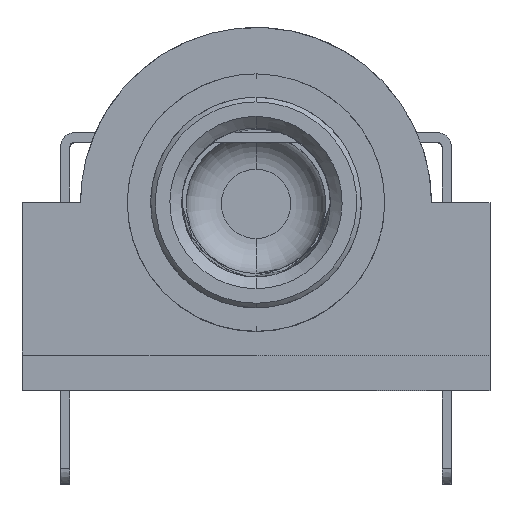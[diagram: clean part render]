
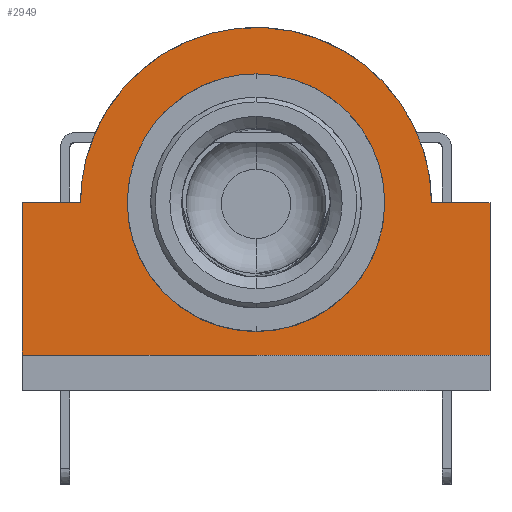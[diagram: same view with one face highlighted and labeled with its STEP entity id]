
A CAD part, top view. The second image highlights one B-rep face of the part: STEP entity #2949.
In plain terms, the highlighted planar face has unit normal (0, 0, 1).
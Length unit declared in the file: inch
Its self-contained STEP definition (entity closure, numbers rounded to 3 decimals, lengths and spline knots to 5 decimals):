
#670=CARTESIAN_POINT('',(-0.35827,0.08864,0.41147));
#671=VERTEX_POINT('',#670);
#678=CARTESIAN_POINT('',(-0.25984,0.08864,0.41147));
#679=VERTEX_POINT('',#678);
#680=CARTESIAN_POINT('',(-0.25984,0.08864,0.41147));
#681=DIRECTION('',(-1.,-0.,0.));
#682=VECTOR('',#681,0.09843);
#683=LINE('',#680,#682);
#684=EDGE_CURVE('',#679,#671,#683,.T.);
#1545=CARTESIAN_POINT('',(-1.04724,0.08864,0.41147));
#1546=VERTEX_POINT('',#1545);
#1553=CARTESIAN_POINT('',(-0.94882,0.08864,0.41147));
#1554=VERTEX_POINT('',#1553);
#1555=CARTESIAN_POINT('',(-0.94882,0.08864,0.41147));
#1556=DIRECTION('',(-1.,0.,0.));
#1557=VECTOR('',#1556,0.09843);
#1558=LINE('',#1555,#1557);
#1559=EDGE_CURVE('',#1554,#1546,#1558,.T.);
#2836=CARTESIAN_POINT('',(-0.35827,0.08864,0.41147));
#2837=CARTESIAN_POINT('',(-0.35827,0.09938,0.41147));
#2838=CARTESIAN_POINT('',(-0.35978,0.12704,0.41147));
#2839=CARTESIAN_POINT('',(-0.36845,0.17095,0.41147));
#2840=CARTESIAN_POINT('',(-0.38674,0.21852,0.41147));
#2841=CARTESIAN_POINT('',(-0.4129,0.26226,0.41147));
#2842=CARTESIAN_POINT('',(-0.44616,0.30087,0.41147));
#2843=CARTESIAN_POINT('',(-0.48554,0.33323,0.41147));
#2844=CARTESIAN_POINT('',(-0.52987,0.35837,0.41147));
#2845=CARTESIAN_POINT('',(-0.57785,0.37555,0.41147));
#2846=CARTESIAN_POINT('',(-0.62806,0.38427,0.41147));
#2847=CARTESIAN_POINT('',(-0.67902,0.38427,0.41147));
#2848=CARTESIAN_POINT('',(-0.72924,0.37555,0.41147));
#2849=CARTESIAN_POINT('',(-0.77722,0.35837,0.41147));
#2850=CARTESIAN_POINT('',(-0.82155,0.33323,0.41147));
#2851=CARTESIAN_POINT('',(-0.86092,0.30087,0.41147));
#2852=CARTESIAN_POINT('',(-0.89418,0.26226,0.41147));
#2853=CARTESIAN_POINT('',(-0.92034,0.21852,0.41147));
#2854=CARTESIAN_POINT('',(-0.93863,0.17095,0.41147));
#2855=CARTESIAN_POINT('',(-0.94731,0.12704,0.41147));
#2856=CARTESIAN_POINT('',(-0.94882,0.09938,0.41147));
#2857=CARTESIAN_POINT('',(-0.94882,0.08864,0.41147));
#2858=B_SPLINE_CURVE_WITH_KNOTS('',3,(#2836,#2837,#2838,#2839,#2840,#2841,#2842,#2843,#2844,#2845,#2846,#2847,#2848,#2849,#2850,#2851,#2852,#2853,#2854,#2855,#2856,#2857),.UNSPECIFIED.,.F.,.F.,(4,1,1,1,1,1,1,1,1,1,1,1,1,1,1,1,1,1,1,4),(0.,0.00082,0.00211,0.00339,0.00468,0.00597,0.00726,0.00855,0.00983,0.01112,0.01241,0.0137,0.01499,0.01628,0.01756,0.01885,0.02014,0.02143,0.02272,0.02353),.UNSPECIFIED.);
#2859=EDGE_CURVE('',#671,#1554,#2858,.T.);
#2865=CARTESIAN_POINT('',(-0.24409,-0.1783,0.41147));
#2866=DIRECTION('',(-0.,0.,1.));
#2867=DIRECTION('',(-0.,1.,-0.));
#2868=AXIS2_PLACEMENT_3D('',#2865,#2866,#2867);
#2869=PLANE('',#2868);
#2870=CARTESIAN_POINT('',(-0.65354,-0.10231,0.41147));
#2871=VERTEX_POINT('',#2870);
#2872=CARTESIAN_POINT('',(-0.65354,0.27958,0.41147));
#2873=VERTEX_POINT('',#2872);
#2874=CARTESIAN_POINT('',(-0.65354,-0.10231,0.41147));
#2875=CARTESIAN_POINT('',(-0.64531,-0.10231,0.41147));
#2876=CARTESIAN_POINT('',(-0.62484,-0.10098,0.41147));
#2877=CARTESIAN_POINT('',(-0.59282,-0.09364,0.41147));
#2878=CARTESIAN_POINT('',(-0.55913,-0.07869,0.41147));
#2879=CARTESIAN_POINT('',(-0.5289,-0.05757,0.41147));
#2880=CARTESIAN_POINT('',(-0.50327,-0.03107,0.41147));
#2881=CARTESIAN_POINT('',(-0.48317,-0.00016,0.41147));
#2882=CARTESIAN_POINT('',(-0.46935,0.03401,0.41147));
#2883=CARTESIAN_POINT('',(-0.46231,0.0702,0.41147));
#2884=CARTESIAN_POINT('',(-0.46231,0.10707,0.41147));
#2885=CARTESIAN_POINT('',(-0.46935,0.14326,0.41147));
#2886=CARTESIAN_POINT('',(-0.48317,0.17744,0.41147));
#2887=CARTESIAN_POINT('',(-0.50327,0.20834,0.41147));
#2888=CARTESIAN_POINT('',(-0.5289,0.23484,0.41147));
#2889=CARTESIAN_POINT('',(-0.55913,0.25596,0.41147));
#2890=CARTESIAN_POINT('',(-0.59282,0.27091,0.41147));
#2891=CARTESIAN_POINT('',(-0.62484,0.27826,0.41147));
#2892=CARTESIAN_POINT('',(-0.64531,0.27958,0.41147));
#2893=CARTESIAN_POINT('',(-0.65354,0.27958,0.41147));
#2894=B_SPLINE_CURVE_WITH_KNOTS('',3,(#2874,#2875,#2876,#2877,#2878,#2879,#2880,#2881,#2882,#2883,#2884,#2885,#2886,#2887,#2888,#2889,#2890,#2891,#2892,#2893),.UNSPECIFIED.,.F.,.F.,(4,1,1,1,1,1,1,1,1,1,1,1,1,1,1,1,1,4),(0.,0.00062,0.00155,0.00248,0.00341,0.00433,0.00526,0.00619,0.00712,0.00804,0.00897,0.0099,0.01083,0.01175,0.01268,0.01361,0.01454,0.01516),.UNSPECIFIED.);
#2895=EDGE_CURVE('',#2871,#2873,#2894,.T.);
#2896=ORIENTED_EDGE('',*,*,#2895,.F.);
#2897=CARTESIAN_POINT('',(-0.65354,0.27958,0.41147));
#2898=CARTESIAN_POINT('',(-0.66178,0.27958,0.41147));
#2899=CARTESIAN_POINT('',(-0.68224,0.27826,0.41147));
#2900=CARTESIAN_POINT('',(-0.71426,0.27091,0.41147));
#2901=CARTESIAN_POINT('',(-0.74796,0.25596,0.41147));
#2902=CARTESIAN_POINT('',(-0.77818,0.23484,0.41147));
#2903=CARTESIAN_POINT('',(-0.80381,0.20834,0.41147));
#2904=CARTESIAN_POINT('',(-0.82391,0.17744,0.41147));
#2905=CARTESIAN_POINT('',(-0.83774,0.14326,0.41147));
#2906=CARTESIAN_POINT('',(-0.84478,0.10707,0.41147));
#2907=CARTESIAN_POINT('',(-0.84478,0.0702,0.41147));
#2908=CARTESIAN_POINT('',(-0.83774,0.03401,0.41147));
#2909=CARTESIAN_POINT('',(-0.82391,-0.00016,0.41147));
#2910=CARTESIAN_POINT('',(-0.80381,-0.03107,0.41147));
#2911=CARTESIAN_POINT('',(-0.77818,-0.05757,0.41147));
#2912=CARTESIAN_POINT('',(-0.74796,-0.07869,0.41147));
#2913=CARTESIAN_POINT('',(-0.71426,-0.09364,0.41147));
#2914=CARTESIAN_POINT('',(-0.68224,-0.10098,0.41147));
#2915=CARTESIAN_POINT('',(-0.66178,-0.10231,0.41147));
#2916=CARTESIAN_POINT('',(-0.65354,-0.10231,0.41147));
#2917=B_SPLINE_CURVE_WITH_KNOTS('',3,(#2897,#2898,#2899,#2900,#2901,#2902,#2903,#2904,#2905,#2906,#2907,#2908,#2909,#2910,#2911,#2912,#2913,#2914,#2915,#2916),.UNSPECIFIED.,.F.,.F.,(4,1,1,1,1,1,1,1,1,1,1,1,1,1,1,1,1,4),(0.,0.00062,0.00155,0.00248,0.00341,0.00433,0.00526,0.00619,0.00712,0.00804,0.00897,0.0099,0.01083,0.01175,0.01268,0.01361,0.01454,0.01516),.UNSPECIFIED.);
#2918=EDGE_CURVE('',#2873,#2871,#2917,.T.);
#2919=ORIENTED_EDGE('',*,*,#2918,.F.);
#2920=EDGE_LOOP('',(#2896,#2919));
#2921=FACE_BOUND('',#2920,.T.);
#2922=ORIENTED_EDGE('',*,*,#684,.T.);
#2923=ORIENTED_EDGE('',*,*,#2859,.T.);
#2924=ORIENTED_EDGE('',*,*,#1559,.T.);
#2925=CARTESIAN_POINT('',(-1.04724,-0.16727,0.41147));
#2926=VERTEX_POINT('',#2925);
#2927=CARTESIAN_POINT('',(-1.04724,-0.16727,0.41147));
#2928=DIRECTION('',(-0.,1.,0.));
#2929=VECTOR('',#2928,0.25591);
#2930=LINE('',#2927,#2929);
#2931=EDGE_CURVE('',#2926,#1546,#2930,.T.);
#2932=ORIENTED_EDGE('',*,*,#2931,.F.);
#2933=CARTESIAN_POINT('',(-0.25984,-0.16727,0.41147));
#2934=VERTEX_POINT('',#2933);
#2935=CARTESIAN_POINT('',(-0.25984,-0.16727,0.41147));
#2936=DIRECTION('',(-1.,-0.,-0.));
#2937=VECTOR('',#2936,0.7874);
#2938=LINE('',#2935,#2937);
#2939=EDGE_CURVE('',#2934,#2926,#2938,.T.);
#2940=ORIENTED_EDGE('',*,*,#2939,.F.);
#2941=CARTESIAN_POINT('',(-0.25984,0.08864,0.41147));
#2942=DIRECTION('',(0.,-1.,0.));
#2943=VECTOR('',#2942,0.25591);
#2944=LINE('',#2941,#2943);
#2945=EDGE_CURVE('',#679,#2934,#2944,.T.);
#2946=ORIENTED_EDGE('',*,*,#2945,.F.);
#2947=EDGE_LOOP('',(#2922,#2923,#2924,#2932,#2940,#2946));
#2948=FACE_BOUND('',#2947,.T.);
#2949=ADVANCED_FACE('NONE',(#2921,#2948),#2869,.T.);
